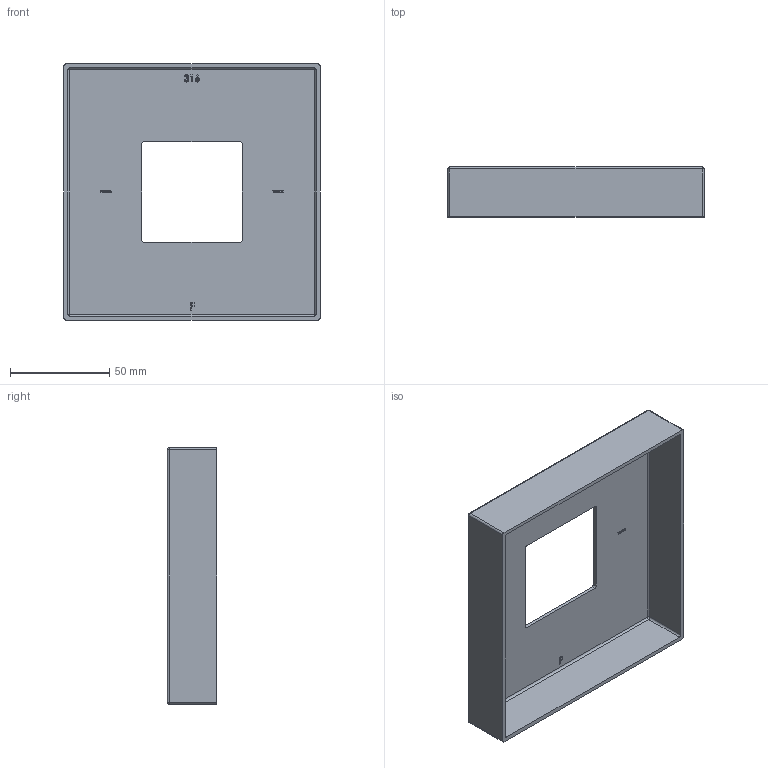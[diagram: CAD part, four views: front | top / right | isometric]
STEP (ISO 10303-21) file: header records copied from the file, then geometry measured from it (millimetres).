
FILE_DESCRIPTION (( 'STEP AP203' ), '1' );
FILE_NAME ('100045151.step', '2020-11-05T12:45:42', ( '' ), ( '' ), 'SwSTEP 2.0', 'SolidWorks 2018', '' );
FILE_SCHEMA (( 'CONFIG_CONTROL_DESIGN' ));
Length unit declared in the file: millimetre
Products named in the file (2): 100045151
Bounding box: 129 x 25 x 129 mm (x, y, z)
Volume: 51544.3 mm3; surface area: 52475.1 mm2
Topology: 1 solids, 1 shells, 305 faces, 803 edges, 522 vertices
Faces by surface type: plane 163, bspline 114, cylinder 20, sphere 8
Entity records: 15912 total; most frequent: CARTESIAN_POINT 9018, ORIENTED_EDGE 1590, DIRECTION 993, EDGE_CURVE 795, LINE 527, VECTOR 527, VERTEX_POINT 522, EDGE_LOOP 337
